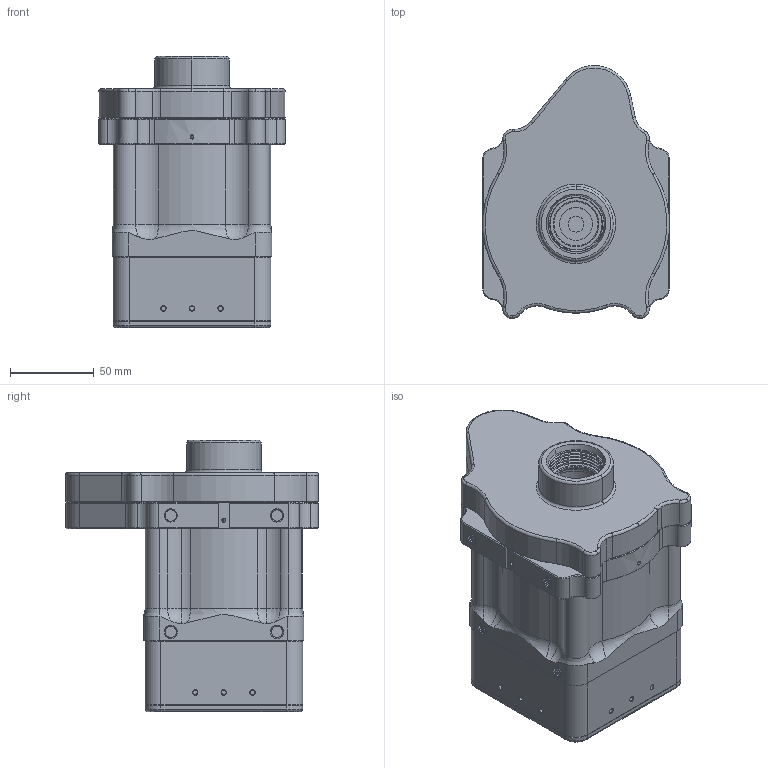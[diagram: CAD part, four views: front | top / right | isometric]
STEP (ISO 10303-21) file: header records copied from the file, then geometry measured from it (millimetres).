
FILE_DESCRIPTION (( 'STEP AP203' ), '1' );
FILE_NAME ('WP726-7_4Website_012221.STEP', '2021-01-22T22:53:42', ( '' ), ( '' ), 'SwSTEP 2.0', 'SolidWorks 2020', '' );
FILE_SCHEMA (( 'CONFIG_CONTROL_DESIGN' ));
Length unit declared in the file: inch
Products named in the file (8): BackcoverAssembly_4Website012221; WP726ImpellerCover_4Website_012221_WPP0206; GROMMET_2HOLE_MINORRUBBER_59741_051816; WPP0208_Backcover_RevD_030518; WP726StatorHousing_4Website_012221_WPP0207; WP726FrntPlat_4Website_012221_WPP0156; WP726-7_4Website_012221; WP726ControlHousing_4Website_012221
Assembly tree (7 placements, depth 3):
  WP726-7_4Website_012221
    BackcoverAssembly_4Website012221
      WPP0208_Backcover_RevD_030518
      GROMMET_2HOLE_MINORRUBBER_59741_051816
      WP726ControlHousing_4Website_012221
    WP726ImpellerCover_4Website_012221_WPP0206
    WP726FrntPlat_4Website_012221_WPP0156
    WP726StatorHousing_4Website_012221_WPP0207
Bounding box: 111.76 x 151.13 x 162.05 mm (x, y, z)
Volume: 707610.8 mm3; surface area: 210466.7 mm2
Topology: 6 solids, 6 shells, 990 faces, 2418 edges, 1481 vertices
Faces by surface type: cylinder 456, cone 268, plane 168, torus 60, bspline 38
Entity records: 44525 total; most frequent: CARTESIAN_POINT 20838, DIRECTION 4905, ORIENTED_EDGE 4832, EDGE_CURVE 2416, AXIS2_PLACEMENT_3D 1953, VERTEX_POINT 1481, EDGE_LOOP 1105, LINE 999
